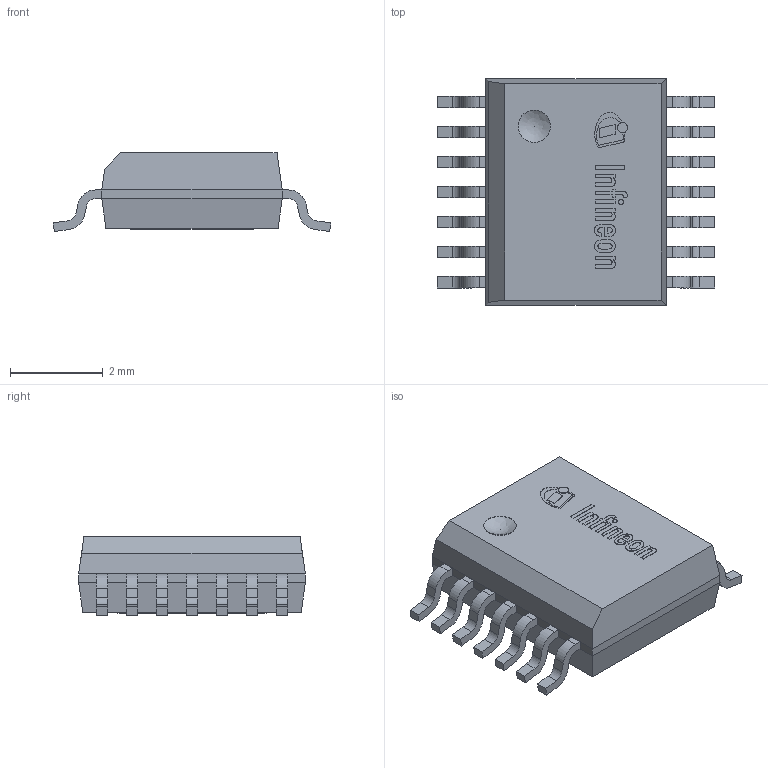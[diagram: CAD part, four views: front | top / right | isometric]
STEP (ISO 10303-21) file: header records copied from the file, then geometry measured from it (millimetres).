
FILE_DESCRIPTION(/* description */ (''),/* implementation_level */ '2;1');
FILE_NAME(/* name */ 'PG-SSOP-14-1_Z8B00124585_V06_3D.stp',/* time_stamp */ '2024-08-06T19:40:29+05:30',/* author */ ('sivamani'),/* organization */ (''),/* preprocessor_version */ 'ST-DEVELOPER v19.2',/* originating_system */ 'AutoCAD Mechanical',/* authorisation */ '');
FILE_SCHEMA (('AUTOMOTIVE_DESIGN { 1 0 10303 214 3 1 1 }'));
Length unit declared in the file: millimetre
Products named in the file (1): Product
Bounding box: 6 x 4.9 x 1.71 mm (x, y, z)
Volume: 30.7 mm3; surface area: 176.5 mm2
Topology: 31 solids, 31 shells, 347 faces, 854 edges, 569 vertices
Faces by surface type: plane 264, cylinder 62, bspline 19, sphere 2
Full cylindrical faces by diameter (mm): 0.107 x1, 0.219 x1, 0.7 x2
Entity records: 10433 total; most frequent: CARTESIAN_POINT 2166, ORIENTED_EDGE 1706, DIRECTION 1600, EDGE_CURVE 853, LINE 692, VECTOR 692, VERTEX_POINT 569, AXIS2_PLACEMENT_3D 454
